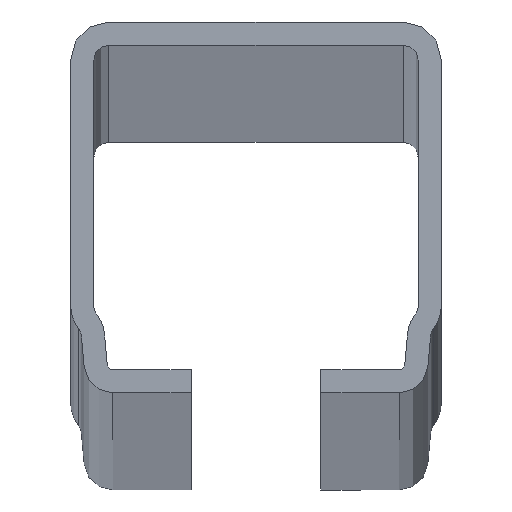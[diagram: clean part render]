
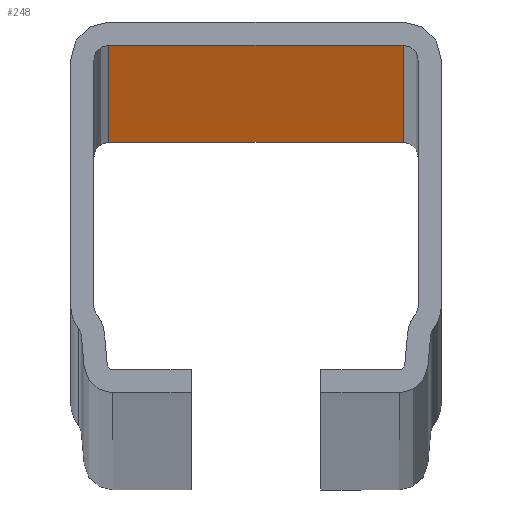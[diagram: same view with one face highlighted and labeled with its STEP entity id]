
A CAD part, top view. The second image highlights one B-rep face of the part: STEP entity #248.
In plain terms, the highlighted planar face has unit normal (0, -1, 0).
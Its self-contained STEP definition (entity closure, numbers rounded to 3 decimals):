
#27 = CARTESIAN_POINT ( 'NONE',  ( 15.9, 0., 2000. ) ) ;
#53 = EDGE_CURVE ( 'NONE', #1089, #376, #957, .T. ) ;
#87 = CARTESIAN_POINT ( 'NONE',  ( 15.9, 0., 2000. ) ) ;
#104 = AXIS2_PLACEMENT_3D ( 'NONE', #687, #1034, #1126 ) ;
#110 = VERTEX_POINT ( 'NONE', #204 ) ;
#134 = PLANE ( 'NONE',  #104 ) ;
#139 = LINE ( 'NONE', #509, #783 ) ;
#160 = VECTOR ( 'NONE', #191, 1000. ) ;
#191 = DIRECTION ( 'NONE',  ( 0., 0., -1. ) ) ;
#197 = LINE ( 'NONE', #27, #160 ) ;
#204 = CARTESIAN_POINT ( 'NONE',  ( 15.9, 0., -4000. ) ) ;
#243 = LINE ( 'NONE', #885, #774 ) ;
#248 = ADVANCED_FACE ( 'NONE', ( #325 ), #134, .F. ) ;
#276 = EDGE_CURVE ( 'NONE', #294, #1089, #139, .T. ) ;
#294 = VERTEX_POINT ( 'NONE', #943 ) ;
#325 = FACE_OUTER_BOUND ( 'NONE', #909, .T. ) ;
#376 = VERTEX_POINT ( 'NONE', #87 ) ;
#450 = DIRECTION ( 'NONE',  ( 1., 0., 0. ) ) ;
#459 = VECTOR ( 'NONE', #450, 1000. ) ;
#509 = CARTESIAN_POINT ( 'NONE',  ( -15.9, 0., 2000. ) ) ;
#535 = CARTESIAN_POINT ( 'NONE',  ( -15.9, 0., 2000. ) ) ;
#550 = EDGE_CURVE ( 'NONE', #376, #110, #197, .T. ) ;
#597 = DIRECTION ( 'NONE',  ( 0., 0., 1. ) ) ;
#661 = ORIENTED_EDGE ( 'NONE', *, *, #1108, .F. ) ;
#665 = ORIENTED_EDGE ( 'NONE', *, *, #53, .F. ) ;
#687 = CARTESIAN_POINT ( 'NONE',  ( -15.9, 0., 2000. ) ) ;
#703 = DIRECTION ( 'NONE',  ( -1., 0., 0. ) ) ;
#774 = VECTOR ( 'NONE', #703, 1000. ) ;
#783 = VECTOR ( 'NONE', #597, 1000. ) ;
#882 = CARTESIAN_POINT ( 'NONE',  ( -15.9, 0., 2000. ) ) ;
#885 = CARTESIAN_POINT ( 'NONE',  ( -15.9, 0., -4000. ) ) ;
#897 = ORIENTED_EDGE ( 'NONE', *, *, #550, .F. ) ;
#909 = EDGE_LOOP ( 'NONE', ( #665, #1056, #661, #897 ) ) ;
#943 = CARTESIAN_POINT ( 'NONE',  ( -15.9, 0., -4000. ) ) ;
#957 = LINE ( 'NONE', #882, #459 ) ;
#1034 = DIRECTION ( 'NONE',  ( 0., 1., 0. ) ) ;
#1056 = ORIENTED_EDGE ( 'NONE', *, *, #276, .F. ) ;
#1089 = VERTEX_POINT ( 'NONE', #535 ) ;
#1108 = EDGE_CURVE ( 'NONE', #110, #294, #243, .T. ) ;
#1126 = DIRECTION ( 'NONE',  ( 0., 0., 1. ) ) ;
